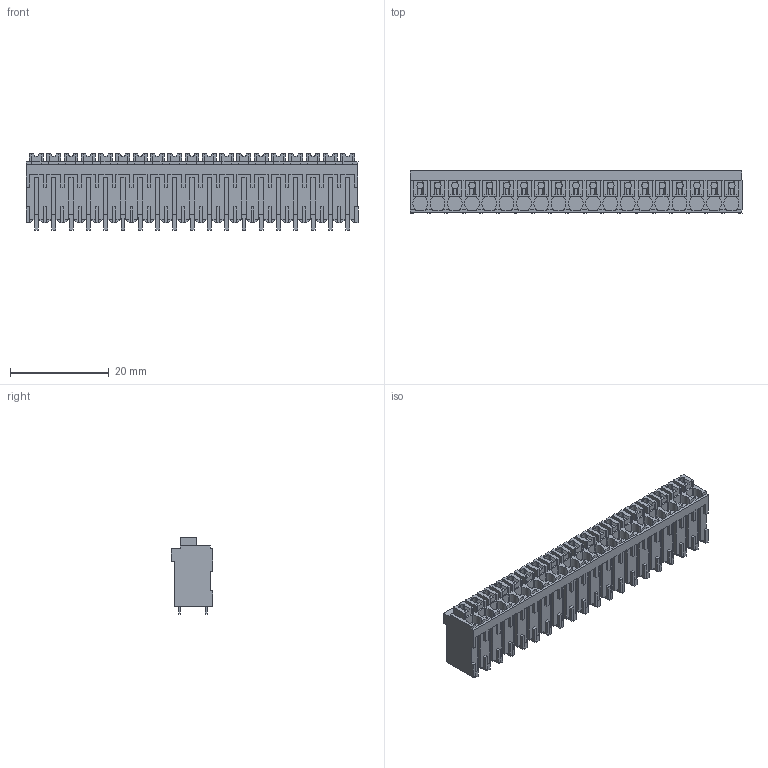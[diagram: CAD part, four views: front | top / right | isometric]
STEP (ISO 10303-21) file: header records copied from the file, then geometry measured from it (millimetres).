
FILE_DESCRIPTION(('CATIA V5 STEP Exchange','CAx-IF Rec.Pracs.--- Model Styling and Organization---1.2---2011-12-15'),'2;1');
FILE_NAME ('D1457935_0_1870840000_1870840000.stp','2018-03-20T04:39:46+00:00',('none'),('Weidmueller'),'CATIA Version 5-6 Release 2014','CATIA V5 STEP AP214','none');
FILE_SCHEMA(('AUTOMOTIVE_DESIGN { 1 0 10303 214 1 1 1 1 }'));
Length unit declared in the file: millimetre
Products named in the file (1): 1870840000
Bounding box: 67.2 x 8.5 x 15.42 mm (x, y, z)
Volume: 5276 mm3; surface area: 5869.3 mm2
Topology: 58 solids, 58 shells, 1536 faces, 4422 edges, 2983 vertices
Faces by surface type: plane 1460, cylinder 76
Entity records: 48593 total; most frequent: CARTESIAN_POINT 9624, ORIENTED_EDGE 8844, DIRECTION 6312, EDGE_CURVE 4422, VECTOR 4118, LINE 4118, VERTEX_POINT 2983, EDGE_LOOP 1555
